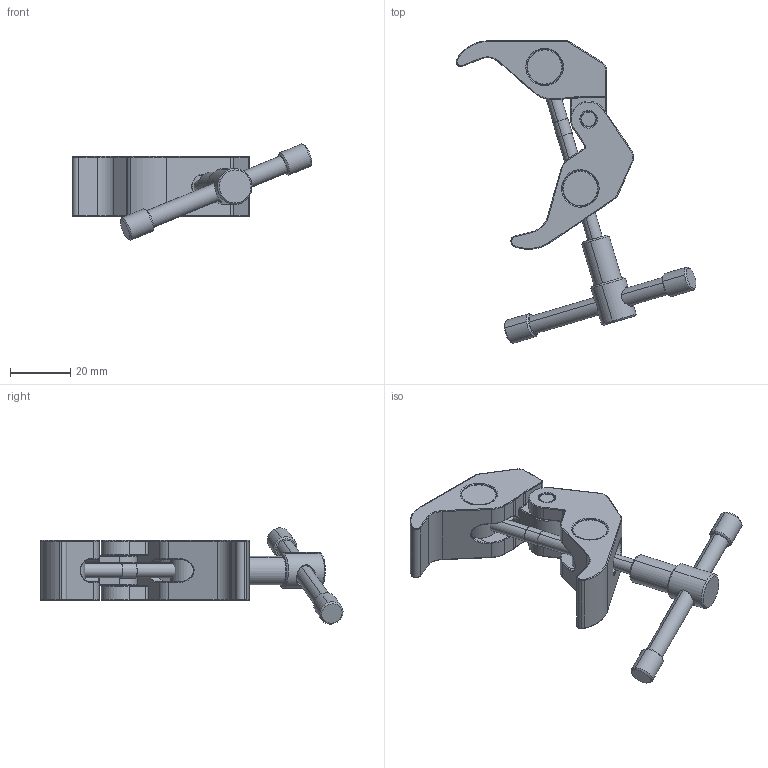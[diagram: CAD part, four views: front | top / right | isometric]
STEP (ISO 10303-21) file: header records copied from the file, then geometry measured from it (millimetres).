
FILE_DESCRIPTION (( 'STEP AP214' ), '1' );
FILE_NAME ('CRAB_CLAMP.STEP', '2017-01-18T12:20:38', ( 'zveris' ), ( '' ), 'SwSTEP 2.0', 'SolidWorks 2015', '' );
FILE_SCHEMA (( 'AUTOMOTIVE_DESIGN' ));
Length unit declared in the file: millimetre
Products named in the file (7): pin_3; screw; pin_2; pin; crab_clamp_P0002; crab_clamp_P0001; CRAB_CLAMP
Assembly tree (7 placements, depth 2):
  CRAB_CLAMP
    crab_clamp_P0001
    crab_clamp_P0002
    pin  x2
    pin_2
    screw
    pin_3
Bounding box: 79.9 x 100.74 x 32.01 mm (x, y, z)
Volume: 30286 mm3; surface area: 16483.1 mm2
Topology: 7 solids, 7 shells, 334 faces, 788 edges, 456 vertices
Faces by surface type: cylinder 140, torus 82, plane 51, cone 36, bspline 25
Entity records: 14201 total; most frequent: CARTESIAN_POINT 6398, DIRECTION 1692, ORIENTED_EDGE 1524, EDGE_CURVE 762, AXIS2_PLACEMENT_3D 715, VERTEX_POINT 444, CIRCLE 406, EDGE_LOOP 344
